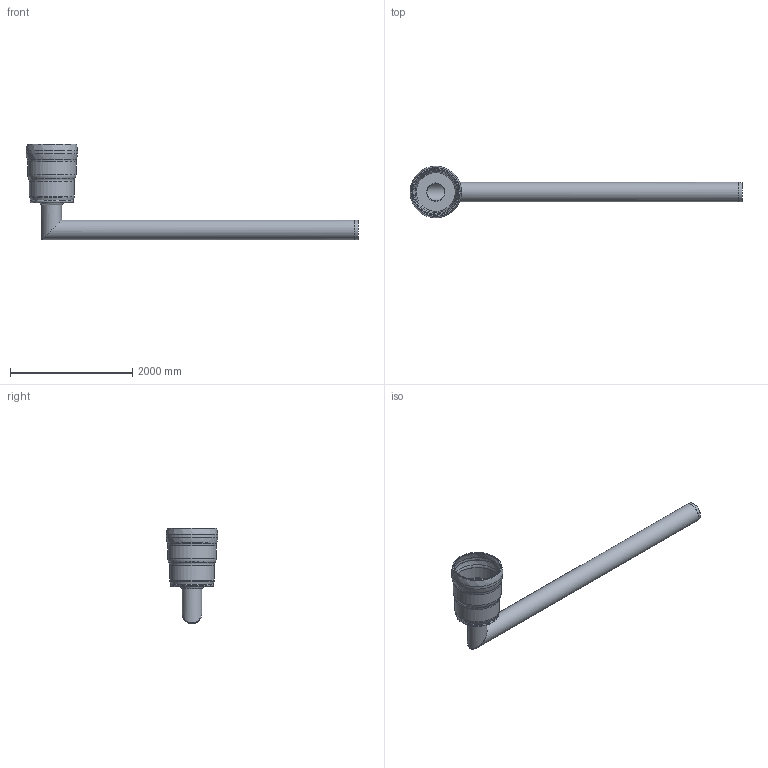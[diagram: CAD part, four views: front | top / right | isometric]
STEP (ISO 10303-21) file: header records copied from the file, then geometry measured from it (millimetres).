
FILE_DESCRIPTION(/* description */ (''),/* implementation_level */ '2;1');
FILE_NAME(/* name */ '05042.CL0X_3D.stp',/* time_stamp */ '2024-12-11T13:30:43+01:00',/* author */ ('CAD'),/* organization */ (''),/* preprocessor_version */ 'ST-DEVELOPER v20',/* originating_system */ 'AutoCAD Mechanical',/* authorisation */ '');
FILE_SCHEMA (('AUTOMOTIVE_DESIGN { 1 0 10303 214 3 1 1 }'));
Length unit declared in the file: centimetre
Products named in the file (1): Product
Bounding box: 5421 x 842 x 1560 mm (x, y, z)
Volume: 134409935.9 mm3; surface area: 31366933.6 mm2
Topology: 9 solids, 9 shells, 79 faces, 183 edges, 117 vertices
Faces by surface type: cylinder 25, torus 18, cone 15, plane 13, bspline 8
Full cylindrical faces by diameter (mm): 290 x2, 300 x6, 320 x3, 660 x1, 680 x2, 688 x1, 698 x2, 730 x1, 750 x1, 760 x2, 792 x1, 810 x2, 842 x1
Entity records: 2561 total; most frequent: CARTESIAN_POINT 588, DIRECTION 470, ORIENTED_EDGE 366, AXIS2_PLACEMENT_3D 215, EDGE_CURVE 183, CIRCLE 133, VERTEX_POINT 117, EDGE_LOOP 92
